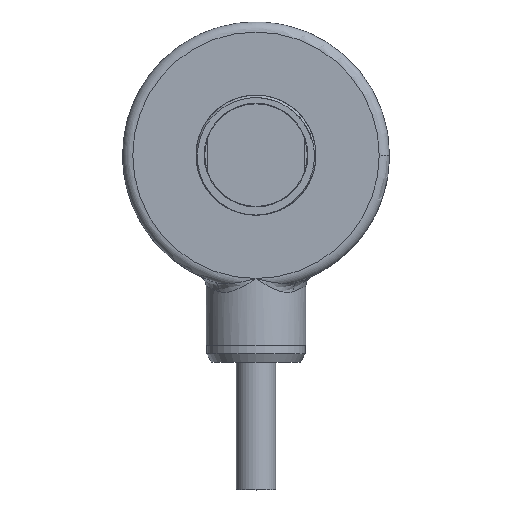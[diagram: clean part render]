
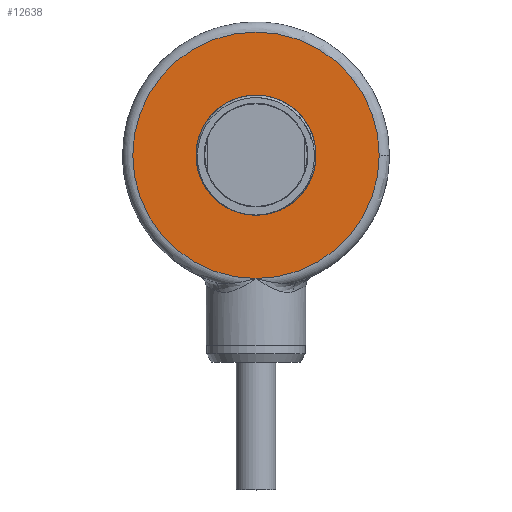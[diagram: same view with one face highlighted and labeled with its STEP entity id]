
A CAD part, top view. The second image highlights one B-rep face of the part: STEP entity #12638.
In plain terms, the highlighted planar face has unit normal (0, 0, 1).
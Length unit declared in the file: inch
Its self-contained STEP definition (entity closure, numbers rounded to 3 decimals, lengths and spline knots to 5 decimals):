
#2175=CARTESIAN_POINT('',(0.,1.122,0.295));
#2176=DIRECTION('',(0.,0.,1.));
#2177=DIRECTION('',(1.,0.,0.));
#2178=AXIS2_PLACEMENT_3D('',#2175,#2176,#2177);
#2180=CARTESIAN_POINT('',(0.,1.122,0.295));
#2181=DIRECTION('',(0.,0.,1.));
#2182=DIRECTION('',(0.,-1.,0.));
#2183=AXIS2_PLACEMENT_3D('',#2180,#2181,#2182);
#2195=CARTESIAN_POINT('',(0.,1.122,0.295));
#2196=DIRECTION('',(0.,0.,1.));
#2197=DIRECTION('',(0.,-1.,0.));
#2198=AXIS2_PLACEMENT_3D('',#2195,#2196,#2197);
#2200=CARTESIAN_POINT('',(0.,1.122,0.295));
#2201=DIRECTION('',(0.,0.,1.));
#2202=DIRECTION('',(0.,1.,0.));
#2203=AXIS2_PLACEMENT_3D('',#2200,#2201,#2202);
#9566=CARTESIAN_POINT('',(0.7275,1.122,0.295));
#9567=CARTESIAN_POINT('',(0.,0.3945,0.295));
#9568=VERTEX_POINT('',#9566);
#9569=VERTEX_POINT('',#9567);
#9746=CARTESIAN_POINT('',(0.,0.77075,0.295));
#9747=CARTESIAN_POINT('',(0.,1.47325,0.295));
#9748=VERTEX_POINT('',#9746);
#9749=VERTEX_POINT('',#9747);
#12623=CARTESIAN_POINT('',(0.,1.122,0.295));
#12624=DIRECTION('',(0.,0.,1.));
#12625=DIRECTION('',(1.,0.,0.));
#12626=AXIS2_PLACEMENT_3D('',#12623,#12624,#12625);
#12627=PLANE('',#12626);
#12628=ORIENTED_EDGE('',*,*,#12603,.F.);
#12629=ORIENTED_EDGE('',*,*,#12614,.F.);
#12630=EDGE_LOOP('',(#12628,#12629));
#12631=FACE_OUTER_BOUND('',#12630,.F.);
#12633=ORIENTED_EDGE('',*,*,#12632,.T.);
#12635=ORIENTED_EDGE('',*,*,#12634,.T.);
#12636=EDGE_LOOP('',(#12633,#12635));
#12637=FACE_BOUND('',#12636,.F.);
#12638=ADVANCED_FACE('',(#12631,#12637),#12627,.T.);
#2179=CIRCLE('',#2178,0.7275);
#2184=CIRCLE('',#2183,0.7275);
#2199=CIRCLE('',#2198,0.35125);
#2204=CIRCLE('',#2203,0.35125);
#12603=EDGE_CURVE('',#9568,#9569,#2179,.T.);
#12614=EDGE_CURVE('',#9569,#9568,#2184,.T.);
#12632=EDGE_CURVE('',#9748,#9749,#2199,.T.);
#12634=EDGE_CURVE('',#9749,#9748,#2204,.T.);
